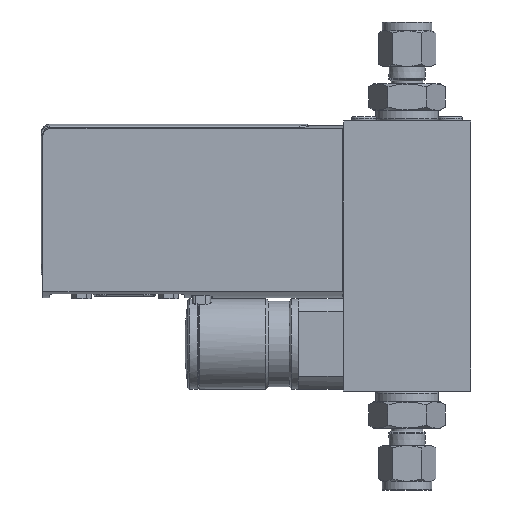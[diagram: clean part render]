
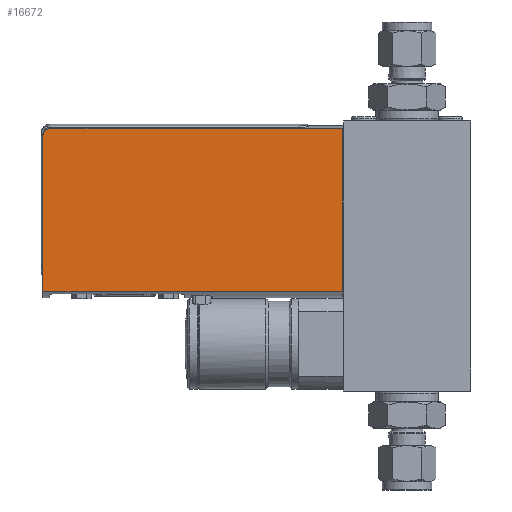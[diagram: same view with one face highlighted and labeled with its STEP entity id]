
A CAD part, left-side view. The second image highlights one B-rep face of the part: STEP entity #16672.
In plain terms, the highlighted planar face has unit normal (-1, 0, 0).
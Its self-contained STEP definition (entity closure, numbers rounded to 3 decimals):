
#612=B_SPLINE_CURVE_WITH_KNOTS('',3,(#26480,#26481,#26482,#26483,#26484,
#26485,#26486,#26487,#26488,#26489),.UNSPECIFIED.,.F.,.F.,(4,2,2,2,4),(0.893,
0.968,1.043,1.117,1.191),
 .UNSPECIFIED.);
#1187=PLANE('',#18307);
#1975=FACE_OUTER_BOUND('',#3017,.T.);
#3017=EDGE_LOOP('',(#13364,#13365,#13366,#13367,#13368));
#4135=LINE('',#27586,#5279);
#4138=LINE('',#27599,#5282);
#4180=LINE('',#27746,#5324);
#4182=LINE('',#27756,#5326);
#5279=VECTOR('',#21846,10.);
#5282=VECTOR('',#21861,10.);
#5324=VECTOR('',#22025,10.);
#5326=VECTOR('',#22039,10.);
#7227=VERTEX_POINT('',#26477);
#7228=VERTEX_POINT('',#26479);
#7462=VERTEX_POINT('',#27583);
#7463=VERTEX_POINT('',#27585);
#7467=VERTEX_POINT('',#27597);
#9132=EDGE_CURVE('',#7227,#7228,#612,.T.);
#9477=EDGE_CURVE('',#7463,#7462,#4135,.T.);
#9485=EDGE_CURVE('',#7227,#7467,#4138,.T.);
#9548=EDGE_CURVE('',#7462,#7228,#4180,.T.);
#9553=EDGE_CURVE('',#7463,#7467,#4182,.T.);
#13364=ORIENTED_EDGE('',*,*,#9553,.F.);
#13365=ORIENTED_EDGE('',*,*,#9477,.T.);
#13366=ORIENTED_EDGE('',*,*,#9548,.T.);
#13367=ORIENTED_EDGE('',*,*,#9132,.F.);
#13368=ORIENTED_EDGE('',*,*,#9485,.T.);
#16672=ADVANCED_FACE('',(#1975),#1187,.T.);
#18307=AXIS2_PLACEMENT_3D('',#27755,#22037,#22038);
#21846=DIRECTION('',(0.,0.,1.));
#21861=DIRECTION('',(0.,0.,-1.));
#22025=DIRECTION('',(0.,1.,0.));
#22037=DIRECTION('center_axis',(-1.,0.,0.));
#22038=DIRECTION('ref_axis',(0.,1.,0.));
#22039=DIRECTION('',(0.,1.,0.));
#26477=CARTESIAN_POINT('',(-12.75,110.3,34.808));
#26479=CARTESIAN_POINT('',(-12.75,108.3,36.828));
#26480=CARTESIAN_POINT('Ctrl Pts',(-12.75,110.3,34.808));
#26481=CARTESIAN_POINT('Ctrl Pts',(-12.75,110.3,35.058));
#26482=CARTESIAN_POINT('Ctrl Pts',(-12.75,110.242,35.352));
#26483=CARTESIAN_POINT('Ctrl Pts',(-12.75,110.052,35.814));
#26484=CARTESIAN_POINT('Ctrl Pts',(-12.75,109.887,36.062));
#26485=CARTESIAN_POINT('Ctrl Pts',(-12.75,109.537,36.414));
#26486=CARTESIAN_POINT('Ctrl Pts',(-12.75,109.291,36.58));
#26487=CARTESIAN_POINT('Ctrl Pts',(-12.75,108.836,36.77));
#26488=CARTESIAN_POINT('Ctrl Pts',(-12.75,108.546,36.828));
#26489=CARTESIAN_POINT('Ctrl Pts',(-12.75,108.3,36.828));
#27583=CARTESIAN_POINT('',(-12.75,24.3,36.828));
#27585=CARTESIAN_POINT('',(-12.75,24.3,-10.029));
#27586=CARTESIAN_POINT('',(-12.75,24.3,-10.029));
#27597=CARTESIAN_POINT('',(-12.75,110.3,-10.029));
#27599=CARTESIAN_POINT('',(-12.75,110.3,24.889));
#27746=CARTESIAN_POINT('',(-12.75,24.3,36.828));
#27755=CARTESIAN_POINT('Origin',(-12.75,24.3,36.828));
#27756=CARTESIAN_POINT('',(-12.75,24.3,-10.029));
